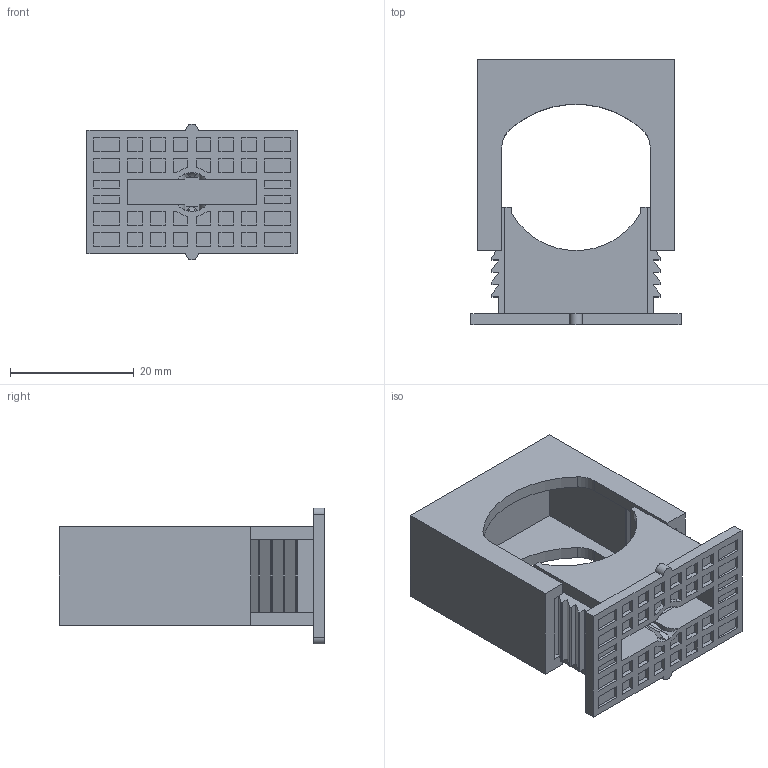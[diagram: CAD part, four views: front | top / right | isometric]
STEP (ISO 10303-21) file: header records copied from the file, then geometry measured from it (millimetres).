
FILE_DESCRIPTION (( 'STEP AP214' ), '1' );
FILE_NAME ('2101033.stp', '2016-08-08T11:11:47', ( '' ), ( '' ), 'SwSTEP 2.0', 'SolidWorks 2014', '' );
FILE_SCHEMA (( 'AUTOMOTIVE_DESIGN' ));
Length unit declared in the file: millimetre
Products named in the file (3): ES110-04-02_Standard; ES110-04-01_Standard; 2101033
Assembly tree (2 placements, depth 2):
  2101033
    ES110-04-01_Standard
    ES110-04-02_Standard
Bounding box: 34 x 43 x 22 mm (x, y, z)
Volume: 7207.4 mm3; surface area: 8942.6 mm2
Topology: 2 solids, 2 shells, 360 faces, 952 edges, 632 vertices
Faces by surface type: plane 300, cylinder 60
Entity records: 11158 total; most frequent: CARTESIAN_POINT 2061, ORIENTED_EDGE 1904, DIRECTION 1758, EDGE_CURVE 952, LINE 828, VECTOR 828, VERTEX_POINT 632, AXIS2_PLACEMENT_3D 465
